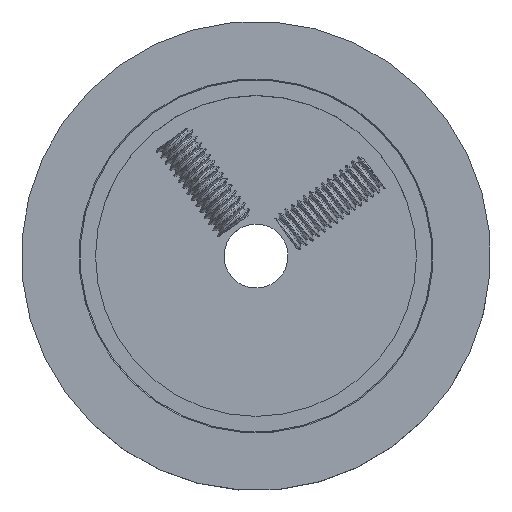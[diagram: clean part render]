
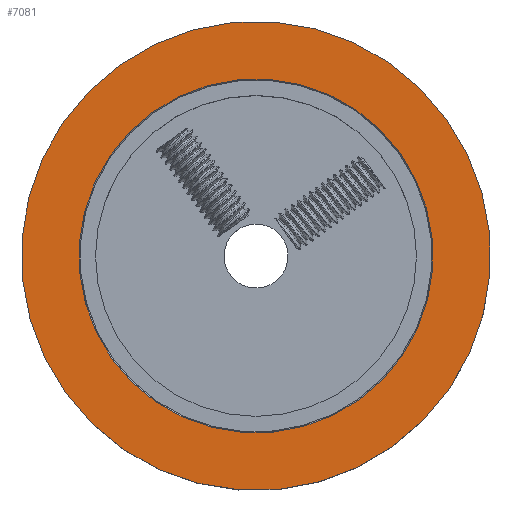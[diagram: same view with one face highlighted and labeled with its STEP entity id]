
A CAD part, top view. The second image highlights one B-rep face of the part: STEP entity #7081.
In plain terms, the highlighted planar face has unit normal (0, 0, 1).
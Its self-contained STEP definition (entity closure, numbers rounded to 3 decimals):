
#573=FACE_BOUND('',#1074,.T.);
#581=PLANE('',#7459);
#715=FACE_OUTER_BOUND('',#1073,.T.);
#1073=EDGE_LOOP('',(#4694));
#1074=EDGE_LOOP('',(#4695));
#2592=CIRCLE('',#7458,16.605);
#2593=CIRCLE('',#7460,22.);
#2737=VERTEX_POINT('',#9177);
#2738=VERTEX_POINT('',#9181);
#3542=EDGE_CURVE('',#2737,#2737,#2592,.T.);
#3543=EDGE_CURVE('',#2738,#2738,#2593,.T.);
#4694=ORIENTED_EDGE('',*,*,#3543,.F.);
#4695=ORIENTED_EDGE('',*,*,#3542,.F.);
#7081=ADVANCED_FACE('',(#715,#573),#581,.T.);
#7458=AXIS2_PLACEMENT_3D('',#9179,#7847,#7848);
#7459=AXIS2_PLACEMENT_3D('',#9180,#7849,#7850);
#7460=AXIS2_PLACEMENT_3D('',#9182,#7851,#7852);
#7847=DIRECTION('center_axis',(0.,0.,
1.));
#7848=DIRECTION('ref_axis',(-0.583,0.812,0.));
#7849=DIRECTION('center_axis',(0.,0.,
1.));
#7850=DIRECTION('ref_axis',(-0.583,0.812,0.));
#7851=DIRECTION('center_axis',(0.,0.,
-1.));
#7852=DIRECTION('ref_axis',(0.583,-0.812,0.));
#9177=CARTESIAN_POINT('',(21.619,9.772,1.6));
#9179=CARTESIAN_POINT('Origin',(11.934,23.26,1.6));
#9180=CARTESIAN_POINT('Origin',(11.934,23.26,1.6));
#9181=CARTESIAN_POINT('',(-0.897,41.131,1.6));
#9182=CARTESIAN_POINT('Origin',(11.934,23.26,1.6));
